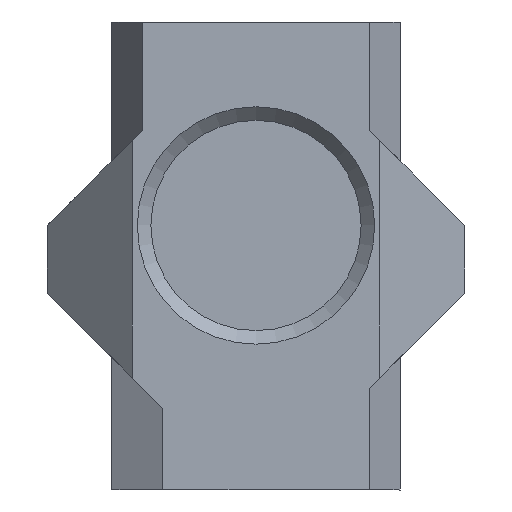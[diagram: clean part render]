
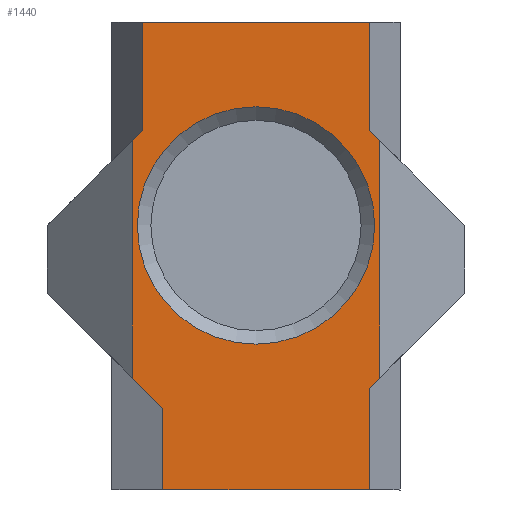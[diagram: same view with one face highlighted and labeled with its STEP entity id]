
A CAD part, left-side view. The second image highlights one B-rep face of the part: STEP entity #1440.
In plain terms, the highlighted planar face has unit normal (-1, 0, 0).
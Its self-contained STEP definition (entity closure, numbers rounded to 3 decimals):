
#47=FACE_BOUND('',#215,.T.);
#59=PLANE('',#1541);
#130=FACE_OUTER_BOUND('',#214,.T.);
#214=EDGE_LOOP('',(#1001,#1002,#1003,#1004,#1005,#1006,#1007,#1008,#1009,
#1010,#1011,#1012));
#215=EDGE_LOOP('',(#1013));
#310=LINE('',#2079,#450);
#311=LINE('',#2081,#451);
#312=LINE('',#2083,#452);
#313=LINE('',#2085,#453);
#314=LINE('',#2087,#454);
#315=LINE('',#2089,#455);
#316=LINE('',#2091,#456);
#317=LINE('',#2093,#457);
#318=LINE('',#2095,#458);
#319=LINE('',#2097,#459);
#320=LINE('',#2099,#460);
#321=LINE('',#2100,#461);
#450=VECTOR('',#1681,10.);
#451=VECTOR('',#1682,10.);
#452=VECTOR('',#1683,1000.);
#453=VECTOR('',#1684,1000.);
#454=VECTOR('',#1685,1000.);
#455=VECTOR('',#1686,1000.);
#456=VECTOR('',#1687,1000.);
#457=VECTOR('',#1688,10.);
#458=VECTOR('',#1689,1000.);
#459=VECTOR('',#1690,1000.);
#460=VECTOR('',#1691,1000.);
#461=VECTOR('',#1692,1000.);
#588=CIRCLE('',#1537,3.5);
#637=VERTEX_POINT('',#2067);
#640=VERTEX_POINT('',#2077);
#641=VERTEX_POINT('',#2078);
#642=VERTEX_POINT('',#2080);
#643=VERTEX_POINT('',#2082);
#644=VERTEX_POINT('',#2084);
#645=VERTEX_POINT('',#2086);
#646=VERTEX_POINT('',#2088);
#647=VERTEX_POINT('',#2090);
#648=VERTEX_POINT('',#2092);
#649=VERTEX_POINT('',#2094);
#650=VERTEX_POINT('',#2096);
#651=VERTEX_POINT('',#2098);
#776=EDGE_CURVE('',#637,#637,#588,.T.);
#781=EDGE_CURVE('',#640,#641,#310,.T.);
#782=EDGE_CURVE('',#642,#641,#311,.T.);
#783=EDGE_CURVE('',#642,#643,#312,.T.);
#784=EDGE_CURVE('',#643,#644,#313,.T.);
#785=EDGE_CURVE('',#644,#645,#314,.T.);
#786=EDGE_CURVE('',#645,#646,#315,.T.);
#787=EDGE_CURVE('',#646,#647,#316,.T.);
#788=EDGE_CURVE('',#648,#647,#317,.T.);
#789=EDGE_CURVE('',#648,#649,#318,.T.);
#790=EDGE_CURVE('',#649,#650,#319,.T.);
#791=EDGE_CURVE('',#650,#651,#320,.T.);
#792=EDGE_CURVE('',#651,#640,#321,.T.);
#1001=ORIENTED_EDGE('',*,*,#781,.T.);
#1002=ORIENTED_EDGE('',*,*,#782,.F.);
#1003=ORIENTED_EDGE('',*,*,#783,.T.);
#1004=ORIENTED_EDGE('',*,*,#784,.T.);
#1005=ORIENTED_EDGE('',*,*,#785,.T.);
#1006=ORIENTED_EDGE('',*,*,#786,.T.);
#1007=ORIENTED_EDGE('',*,*,#787,.T.);
#1008=ORIENTED_EDGE('',*,*,#788,.F.);
#1009=ORIENTED_EDGE('',*,*,#789,.T.);
#1010=ORIENTED_EDGE('',*,*,#790,.T.);
#1011=ORIENTED_EDGE('',*,*,#791,.T.);
#1012=ORIENTED_EDGE('',*,*,#792,.T.);
#1013=ORIENTED_EDGE('',*,*,#776,.F.);
#1440=ADVANCED_FACE('',(#130,#47),#59,.F.);
#1537=AXIS2_PLACEMENT_3D('',#2068,#1669,#1670);
#1541=AXIS2_PLACEMENT_3D('',#2076,#1679,#1680);
#1669=DIRECTION('center_axis',(-1.,0.,0.));
#1670=DIRECTION('ref_axis',(0.,-1.,0.));
#1679=DIRECTION('center_axis',(1.,0.,0.));
#1680=DIRECTION('ref_axis',(0.,0.,-1.));
#1681=DIRECTION('',(0.,0.,-1.));
#1682=DIRECTION('',(0.,1.,0.));
#1683=DIRECTION('',(0.,0.,1.));
#1684=DIRECTION('',(0.,-0.707,0.707));
#1685=DIRECTION('',(0.,0.,1.));
#1686=DIRECTION('',(0.,0.707,0.707));
#1687=DIRECTION('',(0.,0.,1.));
#1688=DIRECTION('',(0.,-1.,0.));
#1689=DIRECTION('',(0.,0.,-1.));
#1690=DIRECTION('',(0.,0.707,-0.707));
#1691=DIRECTION('',(0.,0.,-1.));
#1692=DIRECTION('',(0.,-0.707,-0.707));
#2067=CARTESIAN_POINT('',(-13.335,3.672,7.976));
#2068=CARTESIAN_POINT('Origin',(-13.335,0.172,7.976));
#2076=CARTESIAN_POINT('Origin',(-13.335,-4.078,2.576));
#2077=CARTESIAN_POINT('',(-13.335,2.922,2.576));
#2078=CARTESIAN_POINT('',(-13.335,2.922,0.176));
#2079=CARTESIAN_POINT('',(-13.335,2.922,1.476));
#2080=CARTESIAN_POINT('',(-13.335,-3.177,0.176));
#2081=CARTESIAN_POINT('',(-13.335,-4.078,0.176));
#2082=CARTESIAN_POINT('',(-13.335,-3.177,3.175));
#2083=CARTESIAN_POINT('',(-13.335,-3.177,2.576));
#2084=CARTESIAN_POINT('',(-13.335,-3.478,3.476));
#2085=CARTESIAN_POINT('',(-13.335,-4.078,4.076));
#2086=CARTESIAN_POINT('',(-13.335,-3.478,10.476));
#2087=CARTESIAN_POINT('',(-13.335,-3.478,7.976));
#2088=CARTESIAN_POINT('',(-13.335,-3.177,10.777));
#2089=CARTESIAN_POINT('',(-13.335,-4.078,9.876));
#2090=CARTESIAN_POINT('',(-13.335,-3.177,13.976));
#2091=CARTESIAN_POINT('',(-13.335,-3.177,2.576));
#2092=CARTESIAN_POINT('',(-13.335,3.52,13.976));
#2093=CARTESIAN_POINT('',(-13.335,-4.078,13.976));
#2094=CARTESIAN_POINT('',(-13.335,3.52,10.777));
#2095=CARTESIAN_POINT('',(-13.335,3.52,2.576));
#2096=CARTESIAN_POINT('',(-13.335,3.822,10.476));
#2097=CARTESIAN_POINT('',(-13.335,4.422,9.876));
#2098=CARTESIAN_POINT('',(-13.335,3.822,3.476));
#2099=CARTESIAN_POINT('',(-13.335,3.822,5.976));
#2100=CARTESIAN_POINT('',(-13.335,4.422,4.076));
